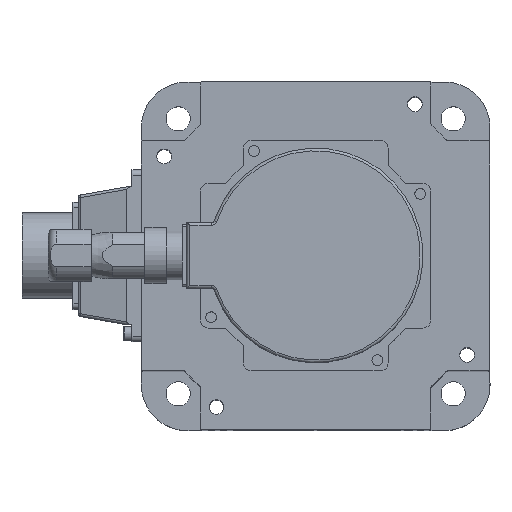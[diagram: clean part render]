
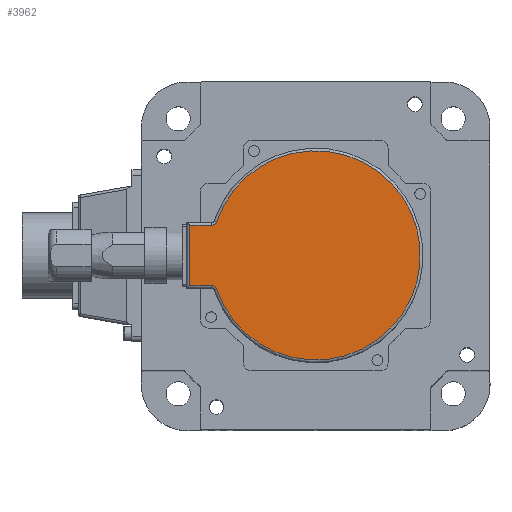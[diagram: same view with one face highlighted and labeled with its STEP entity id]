
A CAD part, top view. The second image highlights one B-rep face of the part: STEP entity #3962.
In plain terms, the highlighted planar face has unit normal (0, 0, 1).
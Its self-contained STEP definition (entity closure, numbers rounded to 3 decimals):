
#392 = CARTESIAN_POINT ( 'NONE',  ( -47., -11.25, 121. ) ) ;
#618 = EDGE_CURVE ( 'NONE', #7952, #6414, #12727, .T. ) ;
#917 = EDGE_LOOP ( 'NONE', ( #12263, #7222, #5697, #1293, #4120, #3553 ) ) ;
#957 = LINE ( 'NONE', #7883, #9201 ) ;
#1293 = ORIENTED_EDGE ( 'NONE', *, *, #3453, .T. ) ;
#2442 = AXIS2_PLACEMENT_3D ( 'NONE', #9706, #3283, #10770 ) ;
#2726 = LINE ( 'NONE', #10569, #13048 ) ;
#2813 = EDGE_CURVE ( 'NONE', #6414, #4072, #2726, .T. ) ;
#3200 = CARTESIAN_POINT ( 'NONE',  ( -36.907, 12.604, 121. ) ) ;
#3283 = DIRECTION ( 'NONE',  ( 0., 0., -1. ) ) ;
#3453 = EDGE_CURVE ( 'NONE', #4845, #5321, #10747, .T. ) ;
#3510 = CARTESIAN_POINT ( 'NONE',  ( -38.8, -11.25, 121. ) ) ;
#3553 = ORIENTED_EDGE ( 'NONE', *, *, #618, .T. ) ;
#3962 = ADVANCED_FACE ( 'NONE', ( #6934 ), #9514, .T. ) ;
#4011 = AXIS2_PLACEMENT_3D ( 'NONE', #13050, #13046, #13030 ) ;
#4072 = VERTEX_POINT ( 'NONE', #8760 ) ;
#4120 = ORIENTED_EDGE ( 'NONE', *, *, #13111, .T. ) ;
#4788 = CIRCLE ( 'NONE', #8353, 39. ) ;
#4845 = VERTEX_POINT ( 'NONE', #3510 ) ;
#5261 = VERTEX_POINT ( 'NONE', #392 ) ;
#5321 = VERTEX_POINT ( 'NONE', #12521 ) ;
#5697 = ORIENTED_EDGE ( 'NONE', *, *, #8701, .T. ) ;
#6156 = DIRECTION ( 'NONE',  ( 0., 0., 1. ) ) ;
#6248 = EDGE_CURVE ( 'NONE', #4072, #5261, #957, .T. ) ;
#6414 = VERTEX_POINT ( 'NONE', #9254 ) ;
#6833 = CARTESIAN_POINT ( 'NONE',  ( -38.8, -11.25, 121. ) ) ;
#6934 = FACE_OUTER_BOUND ( 'NONE', #917, .T. ) ;
#7222 = ORIENTED_EDGE ( 'NONE', *, *, #6248, .T. ) ;
#7883 = CARTESIAN_POINT ( 'NONE',  ( -47., -12.25, 121. ) ) ;
#7952 = VERTEX_POINT ( 'NONE', #3200 ) ;
#8353 = AXIS2_PLACEMENT_3D ( 'NONE', #12466, #6156, #13518 ) ;
#8701 = EDGE_CURVE ( 'NONE', #5261, #4845, #10780, .T. ) ;
#8760 = CARTESIAN_POINT ( 'NONE',  ( -47., 11.25, 121. ) ) ;
#8911 = AXIS2_PLACEMENT_3D ( 'NONE', #9500, #9472, #9470 ) ;
#9201 = VECTOR ( 'NONE', #12084, 1000. ) ;
#9250 = VECTOR ( 'NONE', #11020, 1000. ) ;
#9254 = CARTESIAN_POINT ( 'NONE',  ( -38.8, 11.25, 121. ) ) ;
#9470 = DIRECTION ( 'NONE',  ( 0., 1., 0. ) ) ;
#9472 = DIRECTION ( 'NONE',  ( 0., 0., 1. ) ) ;
#9500 = CARTESIAN_POINT ( 'NONE',  ( 0., 0., 121. ) ) ;
#9514 = PLANE ( 'NONE',  #8911 ) ;
#9706 = CARTESIAN_POINT ( 'NONE',  ( -38.8, 13.25, 121. ) ) ;
#10195 = DIRECTION ( 'NONE',  ( -1., 0., 0. ) ) ;
#10569 = CARTESIAN_POINT ( 'NONE',  ( -48., 11.25, 121. ) ) ;
#10747 = CIRCLE ( 'NONE', #4011, 2. ) ;
#10770 = DIRECTION ( 'NONE',  ( 0., 1., 0. ) ) ;
#10780 = LINE ( 'NONE', #6833, #9250 ) ;
#11020 = DIRECTION ( 'NONE',  ( 1., 0., 0. ) ) ;
#12084 = DIRECTION ( 'NONE',  ( 0., -1., 0. ) ) ;
#12263 = ORIENTED_EDGE ( 'NONE', *, *, #2813, .T. ) ;
#12466 = CARTESIAN_POINT ( 'NONE',  ( 0., 0., 121. ) ) ;
#12521 = CARTESIAN_POINT ( 'NONE',  ( -36.907, -12.604, 121. ) ) ;
#12727 = CIRCLE ( 'NONE', #2442, 2. ) ;
#13030 = DIRECTION ( 'NONE',  ( 0., 1., 0. ) ) ;
#13046 = DIRECTION ( 'NONE',  ( 0., 0., -1. ) ) ;
#13048 = VECTOR ( 'NONE', #10195, 1000. ) ;
#13050 = CARTESIAN_POINT ( 'NONE',  ( -38.8, -13.25, 121. ) ) ;
#13111 = EDGE_CURVE ( 'NONE', #5321, #7952, #4788, .T. ) ;
#13518 = DIRECTION ( 'NONE',  ( 0., 1., 0. ) ) ;
